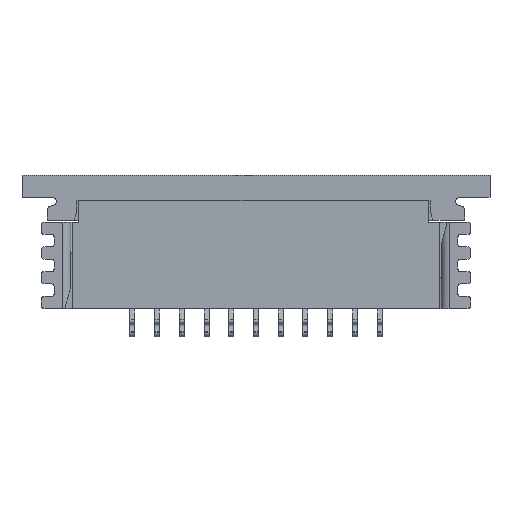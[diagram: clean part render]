
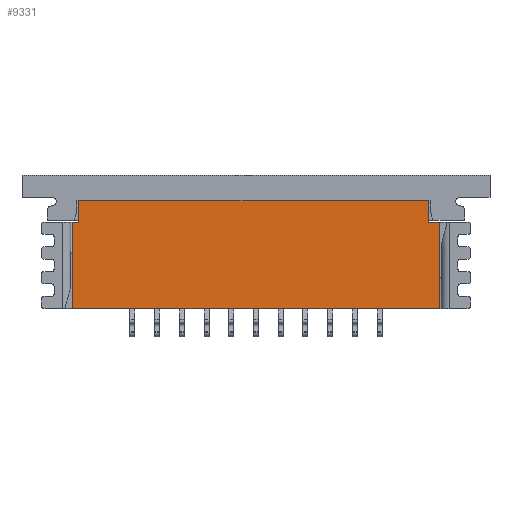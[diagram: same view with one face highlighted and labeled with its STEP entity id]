
A CAD part, front view. The second image highlights one B-rep face of the part: STEP entity #9331.
In plain terms, the highlighted planar face has unit normal (0, -1, 0).
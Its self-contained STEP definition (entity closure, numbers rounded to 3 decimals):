
#2=DIRECTION('',(1.,0.,0.));
#3=VECTOR('',#2,0.26);
#4=CARTESIAN_POINT('',(-7.435,-1.245,-0.87));
#5=LINE('',#4,#3);
#6=DIRECTION('',(1.,0.,0.));
#7=VECTOR('',#6,0.46);
#8=CARTESIAN_POINT('',(6.975,-1.245,-0.87));
#9=LINE('',#8,#7);
#10=DIRECTION('',(0.,0.,1.));
#11=VECTOR('',#10,3.5);
#12=CARTESIAN_POINT('',(7.435,-1.245,-4.37));
#13=LINE('',#12,#11);
#14=DIRECTION('',(-1.,0.,0.));
#15=VECTOR('',#14,14.87);
#16=CARTESIAN_POINT('',(7.435,-1.245,-4.37));
#17=LINE('',#16,#15);
#18=DIRECTION('',(0.,0.,1.));
#19=VECTOR('',#18,3.5);
#20=CARTESIAN_POINT('',(-7.435,-1.245,-4.37));
#21=LINE('',#20,#19);
#3191=DIRECTION('',(0.,0.,1.));
#3192=VECTOR('',#3191,0.87);
#3193=CARTESIAN_POINT('',(6.975,-1.245,-0.87));
#3194=LINE('',#3193,#3192);
#3406=DIRECTION('',(-1.,0.,0.));
#3407=VECTOR('',#3406,14.15);
#3408=CARTESIAN_POINT('',(6.975,-1.245,0.));
#3409=LINE('',#3408,#3407);
#4086=DIRECTION('',(0.,0.,1.));
#4087=VECTOR('',#4086,0.87);
#4088=CARTESIAN_POINT('',(-7.175,-1.245,-0.87));
#4089=LINE('',#4088,#4087);
#7106=CARTESIAN_POINT('',(7.435,-1.245,-4.37));
#7107=CARTESIAN_POINT('',(7.435,-1.245,-0.87));
#7108=VERTEX_POINT('',#7106);
#7109=VERTEX_POINT('',#7107);
#7110=CARTESIAN_POINT('',(-7.435,-1.245,-4.37));
#7111=CARTESIAN_POINT('',(-7.435,-1.245,-0.87));
#7112=VERTEX_POINT('',#7110);
#7113=VERTEX_POINT('',#7111);
#7392=CARTESIAN_POINT('',(6.975,-1.245,-0.87));
#7394=VERTEX_POINT('',#7392);
#7404=CARTESIAN_POINT('',(6.975,-1.245,0.));
#7405=VERTEX_POINT('',#7404);
#7410=CARTESIAN_POINT('',(-7.175,-1.245,-0.87));
#7412=VERTEX_POINT('',#7410);
#7422=CARTESIAN_POINT('',(-7.175,-1.245,0.));
#7423=VERTEX_POINT('',#7422);
#9308=CARTESIAN_POINT('',(0.,-1.245,0.));
#9309=DIRECTION('',(0.,1.,0.));
#9310=DIRECTION('',(1.,0.,0.));
#9311=AXIS2_PLACEMENT_3D('',#9308,#9309,#9310);
#9312=PLANE('',#9311);
#9314=ORIENTED_EDGE('',*,*,#9313,.T.);
#9316=ORIENTED_EDGE('',*,*,#9315,.T.);
#9318=ORIENTED_EDGE('',*,*,#9317,.F.);
#9320=ORIENTED_EDGE('',*,*,#9319,.F.);
#9322=ORIENTED_EDGE('',*,*,#9321,.T.);
#9324=ORIENTED_EDGE('',*,*,#9323,.F.);
#9326=ORIENTED_EDGE('',*,*,#9325,.T.);
#9328=ORIENTED_EDGE('',*,*,#9327,.T.);
#9329=EDGE_LOOP('',(#9314,#9316,#9318,#9320,#9322,#9324,#9326,#9328));
#9330=FACE_OUTER_BOUND('',#9329,.F.);
#9313=EDGE_CURVE('',#7113,#7412,#5,.T.);
#9315=EDGE_CURVE('',#7412,#7423,#4089,.T.);
#9317=EDGE_CURVE('',#7405,#7423,#3409,.T.);
#9319=EDGE_CURVE('',#7394,#7405,#3194,.T.);
#9321=EDGE_CURVE('',#7394,#7109,#9,.T.);
#9323=EDGE_CURVE('',#7108,#7109,#13,.T.);
#9325=EDGE_CURVE('',#7108,#7112,#17,.T.);
#9327=EDGE_CURVE('',#7112,#7113,#21,.T.);
#9331=ADVANCED_FACE('',(#9330),#9312,.F.);
